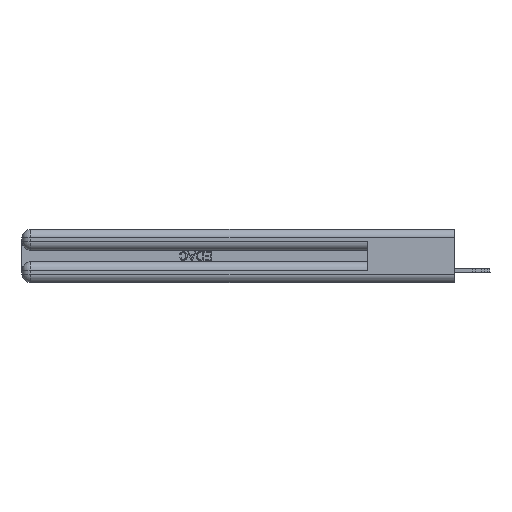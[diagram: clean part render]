
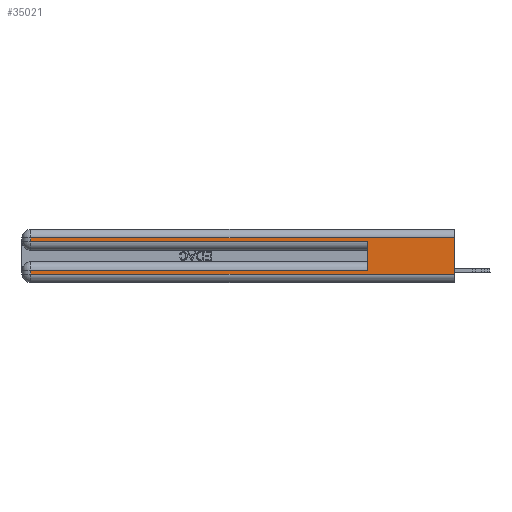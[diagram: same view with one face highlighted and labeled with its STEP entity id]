
A CAD part, left-side view. The second image highlights one B-rep face of the part: STEP entity #35021.
In plain terms, the highlighted planar face has unit normal (-1, 0, 0).
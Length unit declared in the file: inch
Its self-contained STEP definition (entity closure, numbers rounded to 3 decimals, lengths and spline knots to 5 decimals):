
#353 = DIRECTION ( 'NONE',  ( 0., -1., 0. ) ) ;
#1042 = LINE ( 'NONE', #49935, #12080 ) ;
#4673 = VERTEX_POINT ( 'NONE', #24556 ) ;
#5326 = EDGE_CURVE ( 'NONE', #40938, #34762, #35235, .T. ) ;
#7181 = ORIENTED_EDGE ( 'NONE', *, *, #46001, .T. ) ;
#7567 = VECTOR ( 'NONE', #43283, 39.37008 ) ;
#8055 = CARTESIAN_POINT ( 'NONE',  ( 0., 0., 0.285 ) ) ;
#8172 = VECTOR ( 'NONE', #35878, 39.37008 ) ;
#9249 = EDGE_CURVE ( 'NONE', #21061, #23289, #46325, .T. ) ;
#9359 = LINE ( 'NONE', #12470, #8172 ) ;
#10021 = DIRECTION ( 'NONE',  ( 0., 1., 0. ) ) ;
#11662 = CARTESIAN_POINT ( 'NONE',  ( 0., 0., 0.31 ) ) ;
#11712 = AXIS2_PLACEMENT_3D ( 'NONE', #21982, #29904, #22153 ) ;
#12080 = VECTOR ( 'NONE', #22094, 39.37008 ) ;
#12470 = CARTESIAN_POINT ( 'NONE',  ( 0., 2.94, 0.37 ) ) ;
#13765 = VECTOR ( 'NONE', #44573, 39.37008 ) ;
#13803 = ORIENTED_EDGE ( 'NONE', *, *, #18671, .T. ) ;
#18630 = ORIENTED_EDGE ( 'NONE', *, *, #43207, .F. ) ;
#18671 = EDGE_CURVE ( 'NONE', #22733, #34766, #1042, .T. ) ;
#19346 = ORIENTED_EDGE ( 'NONE', *, *, #9249, .T. ) ;
#20299 = ORIENTED_EDGE ( 'NONE', *, *, #25519, .T. ) ;
#20363 = DIRECTION ( 'NONE',  ( 0., 1., 0. ) ) ;
#21061 = VERTEX_POINT ( 'NONE', #11662 ) ;
#21090 = LINE ( 'NONE', #22092, #28295 ) ;
#21098 = ORIENTED_EDGE ( 'NONE', *, *, #42579, .T. ) ;
#21169 = VERTEX_POINT ( 'NONE', #30899 ) ;
#21982 = CARTESIAN_POINT ( 'NONE',  ( 0., 0., 0.37 ) ) ;
#22092 = CARTESIAN_POINT ( 'NONE',  ( 0., 0., 0.085 ) ) ;
#22094 = DIRECTION ( 'NONE',  ( 0., -1., 0. ) ) ;
#22095 = CARTESIAN_POINT ( 'NONE',  ( 0., 0.6, 0.285 ) ) ;
#22153 = DIRECTION ( 'NONE',  ( 0., 0., -1. ) ) ;
#22733 = VERTEX_POINT ( 'NONE', #49852 ) ;
#23289 = VERTEX_POINT ( 'NONE', #41545 ) ;
#23950 = CARTESIAN_POINT ( 'NONE',  ( 0., 0., 0.31 ) ) ;
#24556 = CARTESIAN_POINT ( 'NONE',  ( 0., 2.94, 0.085 ) ) ;
#25075 = CARTESIAN_POINT ( 'NONE',  ( 0., 0., 0.37 ) ) ;
#25519 = EDGE_CURVE ( 'NONE', #23289, #40938, #43507, .T. ) ;
#27955 = ORIENTED_EDGE ( 'NONE', *, *, #36664, .F. ) ;
#28295 = VECTOR ( 'NONE', #10021, 39.37008 ) ;
#29163 = VECTOR ( 'NONE', #353, 39.37008 ) ;
#29904 = DIRECTION ( 'NONE',  ( 1., 0., 0. ) ) ;
#30899 = CARTESIAN_POINT ( 'NONE',  ( 0., 0.6, 0.085 ) ) ;
#34762 = VERTEX_POINT ( 'NONE', #22095 ) ;
#34766 = VERTEX_POINT ( 'NONE', #45202 ) ;
#34902 = FACE_OUTER_BOUND ( 'NONE', #36401, .T. ) ;
#35021 = ADVANCED_FACE ( 'NONE', ( #34902 ), #37257, .F. ) ;
#35235 = LINE ( 'NONE', #8055, #29163 ) ;
#35288 = VECTOR ( 'NONE', #20363, 39.37008 ) ;
#35336 = LINE ( 'NONE', #25075, #44536 ) ;
#35878 = DIRECTION ( 'NONE',  ( 0., 0., -1. ) ) ;
#36401 = EDGE_LOOP ( 'NONE', ( #27955, #19346, #20299, #37339, #18630, #7181, #21098, #13803 ) ) ;
#36664 = EDGE_CURVE ( 'NONE', #21061, #34766, #35336, .T. ) ;
#37257 = PLANE ( 'NONE',  #11712 ) ;
#37264 = LINE ( 'NONE', #46885, #7567 ) ;
#37339 = ORIENTED_EDGE ( 'NONE', *, *, #5326, .T. ) ;
#40938 = VERTEX_POINT ( 'NONE', #49078 ) ;
#41545 = CARTESIAN_POINT ( 'NONE',  ( 0., 2.94, 0.31 ) ) ;
#42579 = EDGE_CURVE ( 'NONE', #4673, #22733, #9359, .T. ) ;
#43207 = EDGE_CURVE ( 'NONE', #21169, #34762, #37264, .T. ) ;
#43283 = DIRECTION ( 'NONE',  ( 0., 0., 1. ) ) ;
#43507 = LINE ( 'NONE', #44235, #13765 ) ;
#44235 = CARTESIAN_POINT ( 'NONE',  ( 0., 2.94, 0.37 ) ) ;
#44536 = VECTOR ( 'NONE', #44638, 39.37008 ) ;
#44573 = DIRECTION ( 'NONE',  ( 0., 0., -1. ) ) ;
#44638 = DIRECTION ( 'NONE',  ( 0., 0., -1. ) ) ;
#45202 = CARTESIAN_POINT ( 'NONE',  ( 0., 0., 0.06 ) ) ;
#46001 = EDGE_CURVE ( 'NONE', #21169, #4673, #21090, .T. ) ;
#46325 = LINE ( 'NONE', #23950, #35288 ) ;
#46885 = CARTESIAN_POINT ( 'NONE',  ( 0., 0.6, 0.145 ) ) ;
#49078 = CARTESIAN_POINT ( 'NONE',  ( 0., 2.94, 0.285 ) ) ;
#49852 = CARTESIAN_POINT ( 'NONE',  ( 0., 2.94, 0.06 ) ) ;
#49935 = CARTESIAN_POINT ( 'NONE',  ( 0., 0., 0.06 ) ) ;
